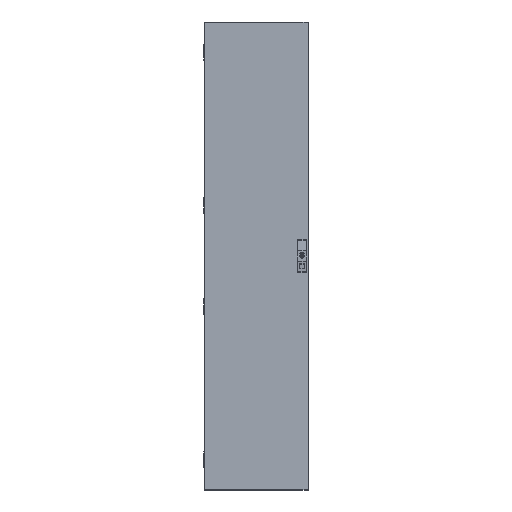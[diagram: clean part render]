
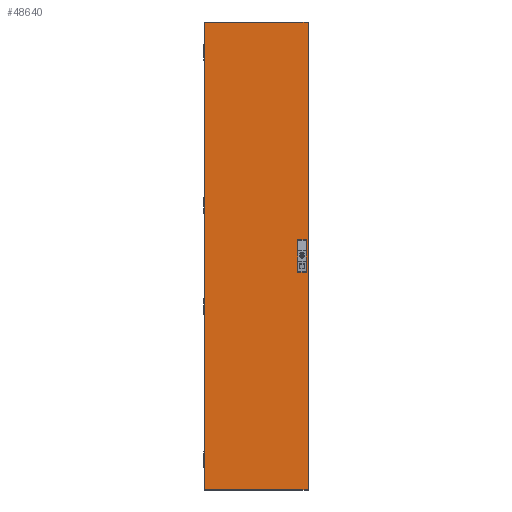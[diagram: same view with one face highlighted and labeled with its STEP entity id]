
A CAD part, top view. The second image highlights one B-rep face of the part: STEP entity #48640.
In plain terms, the highlighted planar face has unit normal (0, 0, 1).
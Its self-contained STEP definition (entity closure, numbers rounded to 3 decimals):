
#1193 = CARTESIAN_POINT ( 'NONE',  ( 197.5, 0., 13. ) ) ;
#1880 = VECTOR ( 'NONE', #34774, 1000. ) ;
#2842 = LINE ( 'NONE', #119871, #122383 ) ;
#5362 = VERTEX_POINT ( 'NONE', #124085 ) ;
#11912 = VECTOR ( 'NONE', #86242, 1000. ) ;
#13794 = ORIENTED_EDGE ( 'NONE', *, *, #39764, .F. ) ;
#14892 = EDGE_CURVE ( 'NONE', #122903, #105087, #2842, .T. ) ;
#16783 = VECTOR ( 'NONE', #80504, 1000. ) ;
#18704 = DIRECTION ( 'NONE',  ( 0., -1., 0. ) ) ;
#22996 = ORIENTED_EDGE ( 'NONE', *, *, #62416, .F. ) ;
#23857 = VERTEX_POINT ( 'NONE', #93843 ) ;
#25915 = CARTESIAN_POINT ( 'NONE',  ( 190.505, -60.711, 13. ) ) ;
#32023 = VERTEX_POINT ( 'NONE', #131466 ) ;
#34492 = LINE ( 'NONE', #119495, #16783 ) ;
#34774 = DIRECTION ( 'NONE',  ( 1., 0., 0. ) ) ;
#35963 = ORIENTED_EDGE ( 'NONE', *, *, #14892, .F. ) ;
#39764 = EDGE_CURVE ( 'NONE', #109161, #32023, #106626, .T. ) ;
#41066 = ORIENTED_EDGE ( 'NONE', *, *, #65168, .F. ) ;
#43077 = ORIENTED_EDGE ( 'NONE', *, *, #62390, .F. ) ;
#45594 = LINE ( 'NONE', #98583, #77809 ) ;
#45844 = CARTESIAN_POINT ( 'NONE',  ( 0., 0., 13. ) ) ;
#47218 = FACE_OUTER_BOUND ( 'NONE', #90947, .T. ) ;
#48640 = ADVANCED_FACE ( 'NONE', ( #47218, #121047 ), #91128, .T. ) ;
#51969 = VERTEX_POINT ( 'NONE', #69910 ) ;
#54440 = DIRECTION ( 'NONE',  ( -1., 0., 0. ) ) ;
#62390 = EDGE_CURVE ( 'NONE', #82686, #23857, #98748, .T. ) ;
#62416 = EDGE_CURVE ( 'NONE', #32023, #82686, #96706, .T. ) ;
#65168 = EDGE_CURVE ( 'NONE', #51969, #122903, #69261, .T. ) ;
#65565 = CARTESIAN_POINT ( 'NONE',  ( 0., 895., 13. ) ) ;
#67327 = AXIS2_PLACEMENT_3D ( 'NONE', #45844, #109945, #131526 ) ;
#69261 = LINE ( 'NONE', #25915, #81746 ) ;
#69910 = CARTESIAN_POINT ( 'NONE',  ( 190.505, -62.749, 13. ) ) ;
#72691 = EDGE_CURVE ( 'NONE', #105087, #5362, #101619, .T. ) ;
#73325 = VECTOR ( 'NONE', #18704, 1000. ) ;
#74052 = ORIENTED_EDGE ( 'NONE', *, *, #72691, .F. ) ;
#76287 = EDGE_CURVE ( 'NONE', #5362, #51969, #45594, .T. ) ;
#77809 = VECTOR ( 'NONE', #79052, 1000. ) ;
#78682 = EDGE_LOOP ( 'NONE', ( #131305, #74052, #35963, #41066 ) ) ;
#79052 = DIRECTION ( 'NONE',  ( 1., 0., 0. ) ) ;
#80461 = ORIENTED_EDGE ( 'NONE', *, *, #94580, .F. ) ;
#80504 = DIRECTION ( 'NONE',  ( 0., 1., 0. ) ) ;
#81746 = VECTOR ( 'NONE', #89448, 1000. ) ;
#82686 = VERTEX_POINT ( 'NONE', #116490 ) ;
#85721 = VECTOR ( 'NONE', #98069, 1000. ) ;
#86242 = DIRECTION ( 'NONE',  ( -1., 0., 0. ) ) ;
#89448 = DIRECTION ( 'NONE',  ( 0., 1., 0. ) ) ;
#90378 = CARTESIAN_POINT ( 'NONE',  ( -197.5, 895., 13. ) ) ;
#90526 = CARTESIAN_POINT ( 'NONE',  ( 158.495, 60.711, 13. ) ) ;
#90947 = EDGE_LOOP ( 'NONE', ( #22996, #13794, #80461, #43077 ) ) ;
#91128 = PLANE ( 'NONE',  #67327 ) ;
#93843 = CARTESIAN_POINT ( 'NONE',  ( -197.5, -895., 13. ) ) ;
#94580 = EDGE_CURVE ( 'NONE', #23857, #109161, #34492, .T. ) ;
#96706 = LINE ( 'NONE', #1193, #85721 ) ;
#98069 = DIRECTION ( 'NONE',  ( 0., -1., 0. ) ) ;
#98583 = CARTESIAN_POINT ( 'NONE',  ( 160.498, -62.751, 13. ) ) ;
#98748 = LINE ( 'NONE', #130061, #11912 ) ;
#99202 = CARTESIAN_POINT ( 'NONE',  ( 190.495, 62.751, 13. ) ) ;
#101619 = LINE ( 'NONE', #90526, #73325 ) ;
#105087 = VERTEX_POINT ( 'NONE', #122538 ) ;
#106626 = LINE ( 'NONE', #65565, #1880 ) ;
#109161 = VERTEX_POINT ( 'NONE', #90378 ) ;
#109945 = DIRECTION ( 'NONE',  ( 0., 0., 1. ) ) ;
#116490 = CARTESIAN_POINT ( 'NONE',  ( 197.5, -895., 13. ) ) ;
#119495 = CARTESIAN_POINT ( 'NONE',  ( -197.5, 0., 13. ) ) ;
#119871 = CARTESIAN_POINT ( 'NONE',  ( 188.502, 62.751, 13. ) ) ;
#121047 = FACE_BOUND ( 'NONE', #78682, .T. ) ;
#122383 = VECTOR ( 'NONE', #54440, 1000. ) ;
#122538 = CARTESIAN_POINT ( 'NONE',  ( 158.495, 62.749, 13. ) ) ;
#122903 = VERTEX_POINT ( 'NONE', #99202 ) ;
#124085 = CARTESIAN_POINT ( 'NONE',  ( 158.505, -62.751, 13. ) ) ;
#130061 = CARTESIAN_POINT ( 'NONE',  ( 0., -895., 13. ) ) ;
#131305 = ORIENTED_EDGE ( 'NONE', *, *, #76287, .F. ) ;
#131466 = CARTESIAN_POINT ( 'NONE',  ( 197.5, 895., 13. ) ) ;
#131526 = DIRECTION ( 'NONE',  ( 1., 0., 0. ) ) ;
